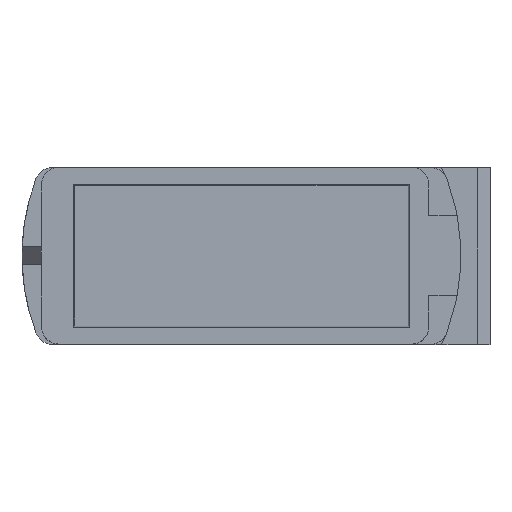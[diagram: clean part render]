
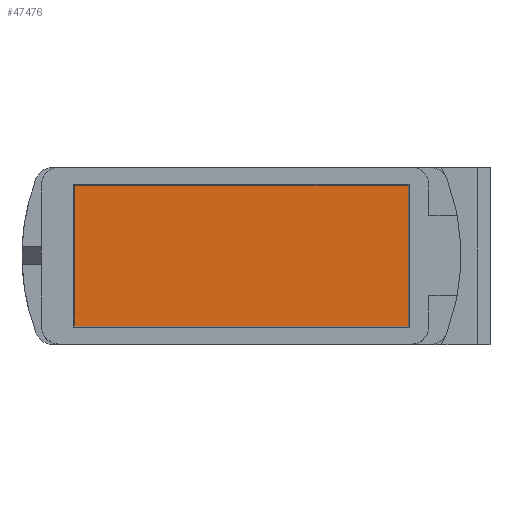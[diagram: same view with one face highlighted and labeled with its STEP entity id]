
A CAD part, top view. The second image highlights one B-rep face of the part: STEP entity #47476.
In plain terms, the highlighted planar face has unit normal (0, 0, 1).
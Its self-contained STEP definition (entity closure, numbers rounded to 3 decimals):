
#18829=DIRECTION('',(0.,-1.,0.));
#18830=VECTOR('',#18829,7.95);
#18831=CARTESIAN_POINT('',(-9.425,3.975,7.15));
#18832=LINE('',#18831,#18830);
#18833=DIRECTION('',(-1.,0.,0.));
#18834=VECTOR('',#18833,18.85);
#18835=CARTESIAN_POINT('',(9.425,3.975,7.15));
#18836=LINE('',#18835,#18834);
#18837=DIRECTION('',(0.,-1.,0.));
#18838=VECTOR('',#18837,7.95);
#18839=CARTESIAN_POINT('',(9.425,3.975,7.15));
#18840=LINE('',#18839,#18838);
#18841=DIRECTION('',(-1.,0.,0.));
#18842=VECTOR('',#18841,18.85);
#18843=CARTESIAN_POINT('',(9.425,-3.975,7.15));
#18844=LINE('',#18843,#18842);
#18939=CARTESIAN_POINT('',(-9.425,3.975,7.15));
#18940=CARTESIAN_POINT('',(-9.425,-3.975,7.15));
#18941=VERTEX_POINT('',#18939);
#18942=VERTEX_POINT('',#18940);
#18943=CARTESIAN_POINT('',(9.425,3.975,7.15));
#18944=CARTESIAN_POINT('',(9.425,-3.975,7.15));
#18945=VERTEX_POINT('',#18943);
#18946=VERTEX_POINT('',#18944);
#47465=CARTESIAN_POINT('',(0.,0.,7.15));
#47466=DIRECTION('',(0.,0.,1.));
#47467=DIRECTION('',(-1.,0.,0.));
#47468=AXIS2_PLACEMENT_3D('',#47465,#47466,#47467);
#47469=PLANE('',#47468);
#47470=ORIENTED_EDGE('',*,*,#47431,.F.);
#47471=ORIENTED_EDGE('',*,*,#47447,.F.);
#47472=ORIENTED_EDGE('',*,*,#47458,.T.);
#47473=ORIENTED_EDGE('',*,*,#47416,.T.);
#47474=EDGE_LOOP('',(#47470,#47471,#47472,#47473));
#47475=FACE_OUTER_BOUND('',#47474,.F.);
#47476=ADVANCED_FACE('',(#47475),#47469,.T.);
#47416=EDGE_CURVE('',#18946,#18942,#18844,.T.);
#47431=EDGE_CURVE('',#18941,#18942,#18832,.T.);
#47447=EDGE_CURVE('',#18945,#18941,#18836,.T.);
#47458=EDGE_CURVE('',#18945,#18946,#18840,.T.);
